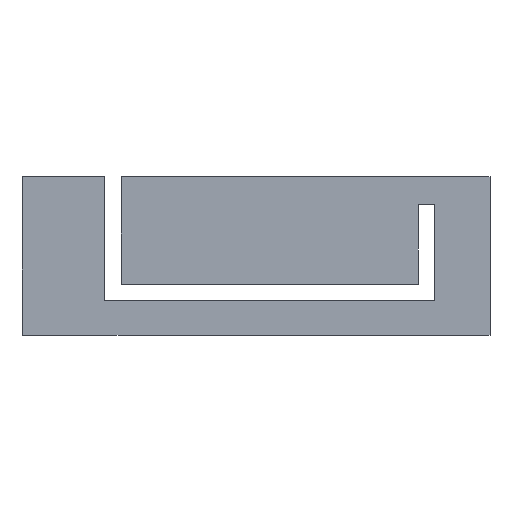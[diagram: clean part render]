
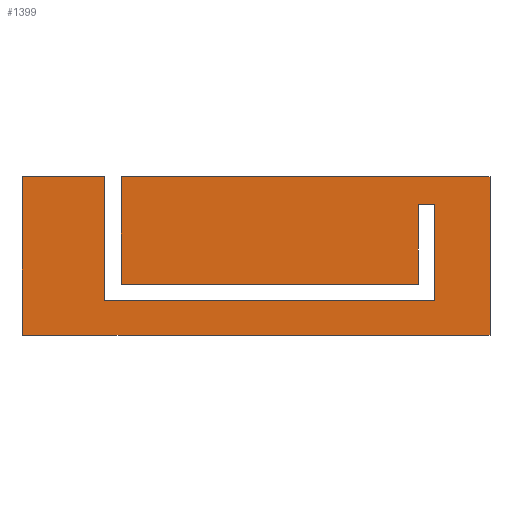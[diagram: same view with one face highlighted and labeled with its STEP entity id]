
A CAD part, top view. The second image highlights one B-rep face of the part: STEP entity #1399.
In plain terms, the highlighted planar face has unit normal (0, 0, 1).
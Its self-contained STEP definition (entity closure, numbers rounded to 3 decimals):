
#96 = VERTEX_POINT('',#97);
#97 = CARTESIAN_POINT('',(-17.,5.765,4.93));
#103 = EDGE_CURVE('',#96,#104,#106,.T.);
#104 = VERTEX_POINT('',#105);
#105 = CARTESIAN_POINT('',(-11.,5.765,4.93));
#106 = LINE('',#107,#108);
#107 = CARTESIAN_POINT('',(-17.,5.765,4.93));
#108 = VECTOR('',#109,1.);
#109 = DIRECTION('',(1.,0.,0.));
#440 = VERTEX_POINT('',#441);
#441 = CARTESIAN_POINT('',(-9.8,5.765,4.93));
#447 = EDGE_CURVE('',#440,#448,#450,.T.);
#448 = VERTEX_POINT('',#449);
#449 = CARTESIAN_POINT('',(17.,5.765,4.93));
#450 = LINE('',#451,#452);
#451 = CARTESIAN_POINT('',(-17.,5.765,4.93));
#452 = VECTOR('',#453,1.);
#453 = DIRECTION('',(1.,0.,0.));
#769 = VERTEX_POINT('',#770);
#770 = CARTESIAN_POINT('',(-9.8,-2.065,4.93));
#776 = EDGE_CURVE('',#769,#440,#777,.T.);
#777 = LINE('',#778,#779);
#778 = CARTESIAN_POINT('',(-9.8,-2.065,4.93));
#779 = VECTOR('',#780,1.);
#780 = DIRECTION('',(0.,1.,0.));
#1124 = VERTEX_POINT('',#1125);
#1125 = CARTESIAN_POINT('',(17.,-5.765,4.93));
#1131 = EDGE_CURVE('',#1124,#1132,#1134,.T.);
#1132 = VERTEX_POINT('',#1133);
#1133 = CARTESIAN_POINT('',(-17.,-5.765,4.93));
#1134 = LINE('',#1135,#1136);
#1135 = CARTESIAN_POINT('',(17.,-5.765,4.93));
#1136 = VECTOR('',#1137,1.);
#1137 = DIRECTION('',(-1.,0.,0.));
#1341 = EDGE_CURVE('',#1132,#96,#1342,.T.);
#1342 = LINE('',#1343,#1344);
#1343 = CARTESIAN_POINT('',(-17.,-5.765,4.93));
#1344 = VECTOR('',#1345,1.);
#1345 = DIRECTION('',(0.,1.,0.));
#1374 = EDGE_CURVE('',#448,#1124,#1375,.T.);
#1375 = LINE('',#1376,#1377);
#1376 = CARTESIAN_POINT('',(17.,5.765,4.93));
#1377 = VECTOR('',#1378,1.);
#1378 = DIRECTION('',(0.,-1.,0.));
#1399 = ADVANCED_FACE('',(#1400),#1454,.T.);
#1400 = FACE_BOUND('',#1401,.T.);
#1401 = EDGE_LOOP('',(#1402,#1403,#1411,#1419,#1427,#1435,#1443,#1449,
    #1450,#1451,#1452,#1453));
#1402 = ORIENTED_EDGE('',*,*,#776,.F.);
#1403 = ORIENTED_EDGE('',*,*,#1404,.F.);
#1404 = EDGE_CURVE('',#1405,#769,#1407,.T.);
#1405 = VERTEX_POINT('',#1406);
#1406 = CARTESIAN_POINT('',(11.8,-2.065,4.93));
#1407 = LINE('',#1408,#1409);
#1408 = CARTESIAN_POINT('',(11.8,-2.065,4.93));
#1409 = VECTOR('',#1410,1.);
#1410 = DIRECTION('',(-1.,0.,0.));
#1411 = ORIENTED_EDGE('',*,*,#1412,.F.);
#1412 = EDGE_CURVE('',#1413,#1405,#1415,.T.);
#1413 = VERTEX_POINT('',#1414);
#1414 = CARTESIAN_POINT('',(11.8,3.735,4.93));
#1415 = LINE('',#1416,#1417);
#1416 = CARTESIAN_POINT('',(11.8,3.735,4.93));
#1417 = VECTOR('',#1418,1.);
#1418 = DIRECTION('',(0.,-1.,0.));
#1419 = ORIENTED_EDGE('',*,*,#1420,.F.);
#1420 = EDGE_CURVE('',#1421,#1413,#1423,.T.);
#1421 = VERTEX_POINT('',#1422);
#1422 = CARTESIAN_POINT('',(13.,3.735,4.93));
#1423 = LINE('',#1424,#1425);
#1424 = CARTESIAN_POINT('',(13.,3.735,4.93));
#1425 = VECTOR('',#1426,1.);
#1426 = DIRECTION('',(-1.,0.,0.));
#1427 = ORIENTED_EDGE('',*,*,#1428,.F.);
#1428 = EDGE_CURVE('',#1429,#1421,#1431,.T.);
#1429 = VERTEX_POINT('',#1430);
#1430 = CARTESIAN_POINT('',(13.,-3.265,4.93));
#1431 = LINE('',#1432,#1433);
#1432 = CARTESIAN_POINT('',(13.,-3.265,4.93));
#1433 = VECTOR('',#1434,1.);
#1434 = DIRECTION('',(0.,1.,0.));
#1435 = ORIENTED_EDGE('',*,*,#1436,.F.);
#1436 = EDGE_CURVE('',#1437,#1429,#1439,.T.);
#1437 = VERTEX_POINT('',#1438);
#1438 = CARTESIAN_POINT('',(-11.,-3.265,4.93));
#1439 = LINE('',#1440,#1441);
#1440 = CARTESIAN_POINT('',(-11.,-3.265,4.93));
#1441 = VECTOR('',#1442,1.);
#1442 = DIRECTION('',(1.,0.,0.));
#1443 = ORIENTED_EDGE('',*,*,#1444,.F.);
#1444 = EDGE_CURVE('',#104,#1437,#1445,.T.);
#1445 = LINE('',#1446,#1447);
#1446 = CARTESIAN_POINT('',(-11.,5.765,4.93));
#1447 = VECTOR('',#1448,1.);
#1448 = DIRECTION('',(0.,-1.,0.));
#1449 = ORIENTED_EDGE('',*,*,#103,.F.);
#1450 = ORIENTED_EDGE('',*,*,#1341,.F.);
#1451 = ORIENTED_EDGE('',*,*,#1131,.F.);
#1452 = ORIENTED_EDGE('',*,*,#1374,.F.);
#1453 = ORIENTED_EDGE('',*,*,#447,.F.);
#1454 = PLANE('',#1455);
#1455 = AXIS2_PLACEMENT_3D('',#1456,#1457,#1458);
#1456 = CARTESIAN_POINT('',(-17.,-5.765,4.93));
#1457 = DIRECTION('',(0.,0.,1.));
#1458 = DIRECTION('',(1.,0.,0.));
